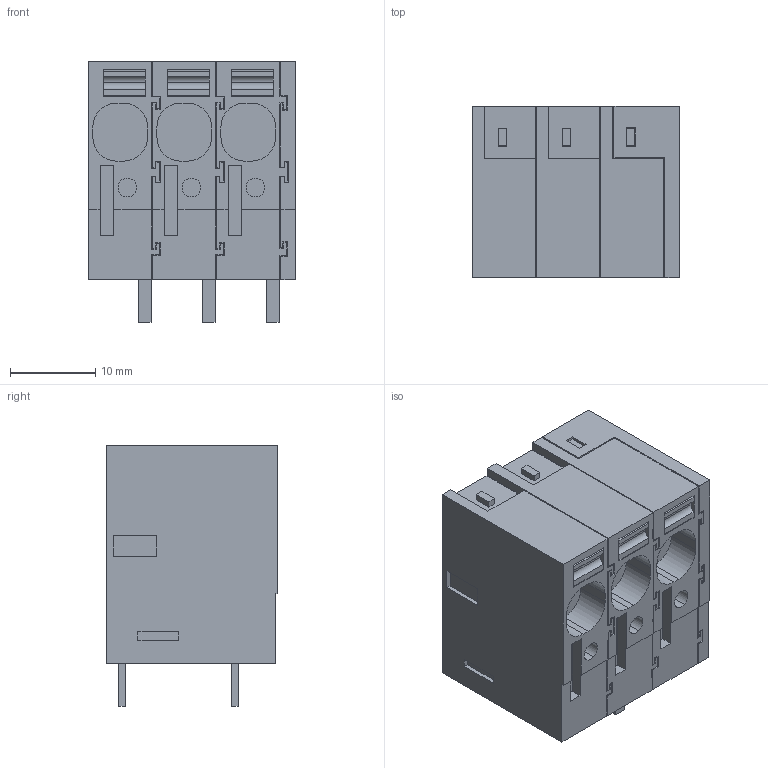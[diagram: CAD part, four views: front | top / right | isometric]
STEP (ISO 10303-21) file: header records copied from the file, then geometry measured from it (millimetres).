
FILE_DESCRIPTION(('CATIA V5 STEP Exchange','CAx-IF Rec.Pracs.--- Model Styling and Organization---1.4--- 2014-01-23'),'2;1');
FILE_NAME ('D1462724_2_2473010000_2473010000.stp','2022-09-22T07:01:00+00:00',('none'),('Weidmueller'),'CATIA Version 5-6 Release 2016 SP3 HF44','CATIA V5 STEP AP214','none');
FILE_SCHEMA(('AUTOMOTIVE_DESIGN { 1 0 10303 214 1 1 1 1 }'));
Length unit declared in the file: millimetre
Products named in the file (1): 2473010000
Bounding box: 24.3 x 20.05 x 30.56 mm (x, y, z)
Volume: 10874.9 mm3; surface area: 4978.7 mm2
Topology: 7 solids, 7 shells, 511 faces, 1436 edges, 963 vertices
Faces by surface type: plane 484, cylinder 27
Entity records: 15952 total; most frequent: ORIENTED_EDGE 2872, CARTESIAN_POINT 2768, DIRECTION 2166, EDGE_CURVE 1436, VECTOR 1380, LINE 1380, VERTEX_POINT 963, EDGE_LOOP 537
